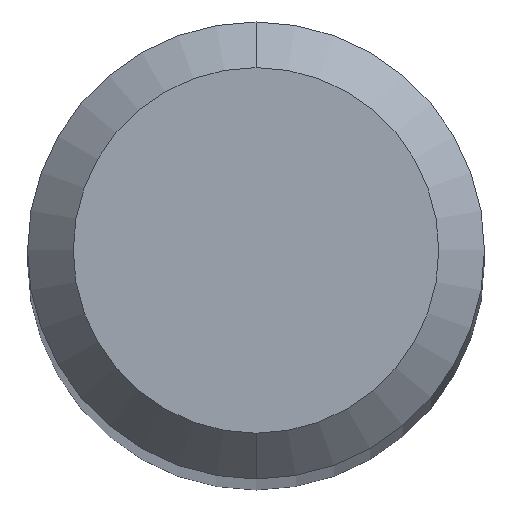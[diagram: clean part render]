
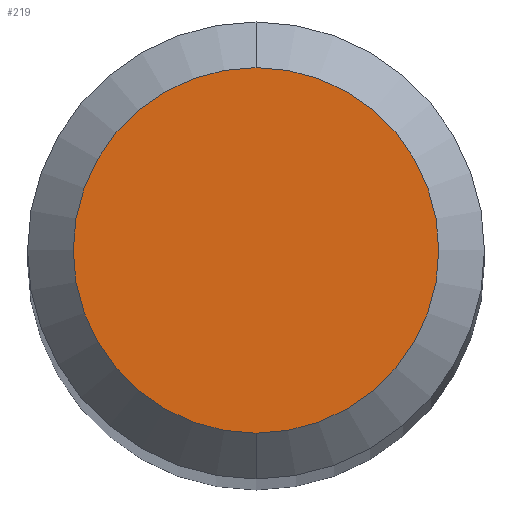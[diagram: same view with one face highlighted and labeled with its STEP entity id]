
A CAD part, top view. The second image highlights one B-rep face of the part: STEP entity #219.
In plain terms, the highlighted planar face has unit normal (0, 0, 1).
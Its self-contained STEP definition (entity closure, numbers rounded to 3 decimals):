
#217=EDGE_CURVE('',#345,#341,#512,.T.);
#219=ADVANCED_FACE('',(#514),#515,.T.);
#341=VERTEX_POINT('',#652);
#345=VERTEX_POINT('',#656);
#411=EDGE_CURVE('',#341,#345,#729,.T.);
#512=CIRCLE('',#856,1.2);
#514=FACE_OUTER_BOUND('',#858,.T.);
#515=PLANE('',#859);
#652=CARTESIAN_POINT('',(0.0,1.2,0.0));
#656=CARTESIAN_POINT('',(0.,-1.2,0.0));
#729=CIRCLE('',#1296,1.2);
#856=AXIS2_PLACEMENT_3D('',#1428,#1429,#1430);
#858=EDGE_LOOP('',(#1432,#1433));
#859=AXIS2_PLACEMENT_3D('',#1434,#1435,#1436);
#1296=AXIS2_PLACEMENT_3D('',#1692,#1693,#1694);
#1428=CARTESIAN_POINT('',(0.0,0.0,0.0));
#1429=DIRECTION('',(0.0,0.0,-1.0));
#1430=DIRECTION('',(0.0,1.0,0.0));
#1432=ORIENTED_EDGE('',*,*,#411,.F.);
#1433=ORIENTED_EDGE('',*,*,#217,.F.);
#1434=CARTESIAN_POINT('',(0.0,0.6,0.0));
#1435=DIRECTION('',(-0.0,0.0,1.0));
#1436=DIRECTION('',(0.0,-1.0,0.0));
#1692=CARTESIAN_POINT('',(0.0,0.0,0.0));
#1693=DIRECTION('',(0.0,0.0,-1.0));
#1694=DIRECTION('',(0.0,1.0,0.0));
